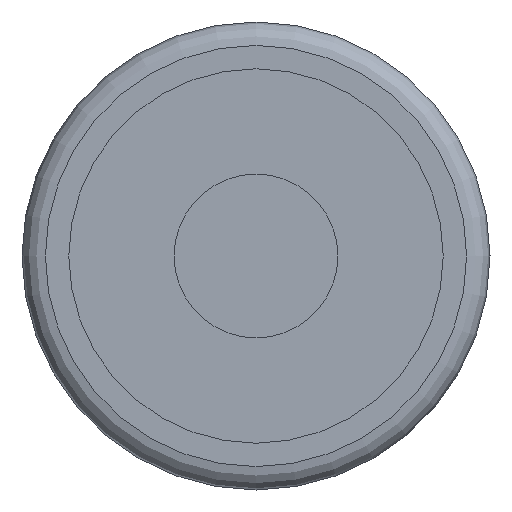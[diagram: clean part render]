
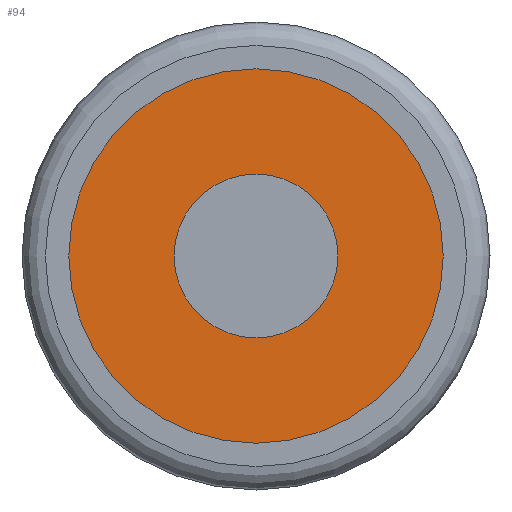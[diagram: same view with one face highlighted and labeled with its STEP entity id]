
A CAD part, left-side view. The second image highlights one B-rep face of the part: STEP entity #94.
In plain terms, the highlighted planar face has unit normal (-1, 0, 0).
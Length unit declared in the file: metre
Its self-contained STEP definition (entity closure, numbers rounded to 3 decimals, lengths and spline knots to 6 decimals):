
#14=PLANE('',#118);
#20=ORIENTED_EDGE('',*,*,#36,.F.);
#21=ORIENTED_EDGE('',*,*,#35,.F.);
#35=EDGE_CURVE('',#43,#43,#51,.T.);
#36=EDGE_CURVE('',#44,#44,#52,.T.);
#43=VERTEX_POINT('',#173);
#44=VERTEX_POINT('',#176);
#51=CIRCLE('',#117,0.002);
#52=CIRCLE('',#119,0.000875);
#60=EDGE_LOOP('',(#20));
#61=EDGE_LOOP('',(#21));
#76=FACE_BOUND('',#60,.T.);
#77=FACE_BOUND('',#61,.T.);
#94=ADVANCED_FACE('',(#76,#77),#14,.F.);
#117=AXIS2_PLACEMENT_3D('',#172,#138,#139);
#118=AXIS2_PLACEMENT_3D('',#174,#140,#141);
#119=AXIS2_PLACEMENT_3D('',#175,#142,#143);
#138=DIRECTION('',(1.,0.,0.));
#139=DIRECTION('',(0.,0.,-1.));
#140=DIRECTION('',(1.,0.,0.));
#141=DIRECTION('',(0.,1.,0.));
#142=DIRECTION('',(-1.,0.,0.));
#143=DIRECTION('',(0.,0.,1.));
#172=CARTESIAN_POINT('',(-0.0905,0.,0.));
#173=CARTESIAN_POINT('',(-0.0905,0.,-0.002));
#174=CARTESIAN_POINT('',(-0.0905,0.,0.));
#175=CARTESIAN_POINT('',(-0.0905,0.,0.));
#176=CARTESIAN_POINT('',(-0.0905,0.,0.000875));
